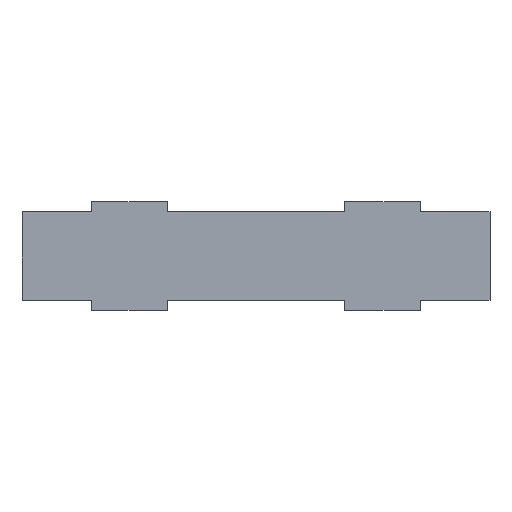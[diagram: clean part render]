
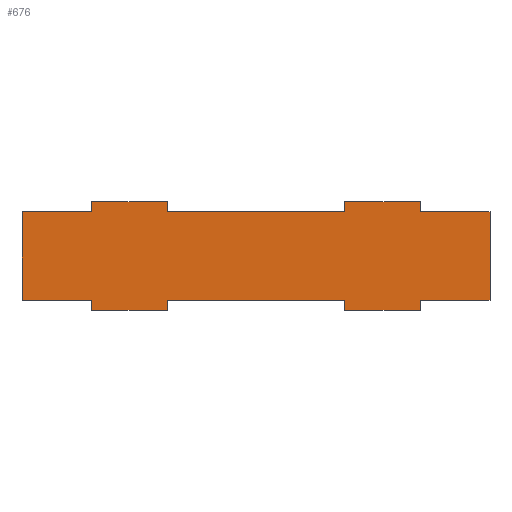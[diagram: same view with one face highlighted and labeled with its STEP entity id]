
A CAD part, top view. The second image highlights one B-rep face of the part: STEP entity #676.
In plain terms, the highlighted planar face has unit normal (0, 0, 1).
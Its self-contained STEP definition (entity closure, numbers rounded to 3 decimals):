
#161=DIRECTION('',(1.,0.,0.));
#162=VECTOR('',#161,55.);
#163=CARTESIAN_POINT('',(-185.,0.,8.));
#164=LINE('',#163,#162);
#165=DIRECTION('',(0.,-1.,0.));
#166=VECTOR('',#165,70.);
#167=CARTESIAN_POINT('',(-185.,70.,8.));
#168=LINE('',#167,#166);
#169=DIRECTION('',(-1.,0.,0.));
#170=VECTOR('',#169,55.);
#171=CARTESIAN_POINT('',(-130.,70.,8.));
#172=LINE('',#171,#170);
#173=DIRECTION('',(0.,-1.,0.));
#174=VECTOR('',#173,8.);
#175=CARTESIAN_POINT('',(-130.,78.,8.));
#176=LINE('',#175,#174);
#177=DIRECTION('',(-1.,0.,0.));
#178=VECTOR('',#177,60.);
#179=CARTESIAN_POINT('',(-70.,78.,8.));
#180=LINE('',#179,#178);
#181=DIRECTION('',(0.,1.,0.));
#182=VECTOR('',#181,8.);
#183=CARTESIAN_POINT('',(-70.,70.,8.));
#184=LINE('',#183,#182);
#185=DIRECTION('',(-1.,0.,0.));
#186=VECTOR('',#185,140.);
#187=CARTESIAN_POINT('',(70.,70.,8.));
#188=LINE('',#187,#186);
#189=DIRECTION('',(0.,-1.,0.));
#190=VECTOR('',#189,8.);
#191=CARTESIAN_POINT('',(70.,78.,8.));
#192=LINE('',#191,#190);
#193=DIRECTION('',(-1.,0.,0.));
#194=VECTOR('',#193,60.);
#195=CARTESIAN_POINT('',(130.,78.,8.));
#196=LINE('',#195,#194);
#197=DIRECTION('',(0.,1.,0.));
#198=VECTOR('',#197,8.);
#199=CARTESIAN_POINT('',(130.,70.,8.));
#200=LINE('',#199,#198);
#201=DIRECTION('',(-1.,0.,0.));
#202=VECTOR('',#201,55.);
#203=CARTESIAN_POINT('',(185.,70.,8.));
#204=LINE('',#203,#202);
#205=DIRECTION('',(0.,1.,0.));
#206=VECTOR('',#205,70.);
#207=CARTESIAN_POINT('',(185.,0.,8.));
#208=LINE('',#207,#206);
#209=DIRECTION('',(1.,0.,0.));
#210=VECTOR('',#209,55.);
#211=CARTESIAN_POINT('',(130.,0.,8.));
#212=LINE('',#211,#210);
#213=DIRECTION('',(0.,1.,0.));
#214=VECTOR('',#213,8.);
#215=CARTESIAN_POINT('',(130.,-8.,8.));
#216=LINE('',#215,#214);
#217=DIRECTION('',(1.,0.,0.));
#218=VECTOR('',#217,60.);
#219=CARTESIAN_POINT('',(70.,-8.,8.));
#220=LINE('',#219,#218);
#221=DIRECTION('',(0.,-1.,0.));
#222=VECTOR('',#221,8.);
#223=CARTESIAN_POINT('',(70.,0.,8.));
#224=LINE('',#223,#222);
#225=DIRECTION('',(1.,0.,0.));
#226=VECTOR('',#225,140.);
#227=CARTESIAN_POINT('',(-70.,0.,8.));
#228=LINE('',#227,#226);
#229=DIRECTION('',(0.,1.,0.));
#230=VECTOR('',#229,8.);
#231=CARTESIAN_POINT('',(-70.,-8.,8.));
#232=LINE('',#231,#230);
#233=DIRECTION('',(1.,0.,0.));
#234=VECTOR('',#233,60.);
#235=CARTESIAN_POINT('',(-130.,-8.,8.));
#236=LINE('',#235,#234);
#237=DIRECTION('',(0.,-1.,0.));
#238=VECTOR('',#237,8.);
#239=CARTESIAN_POINT('',(-130.,0.,8.));
#240=LINE('',#239,#238);
#281=CARTESIAN_POINT('',(-185.,0.,8.));
#282=CARTESIAN_POINT('',(-130.,0.,8.));
#283=VERTEX_POINT('',#281);
#284=VERTEX_POINT('',#282);
#285=CARTESIAN_POINT('',(-130.,-8.,8.));
#286=VERTEX_POINT('',#285);
#287=CARTESIAN_POINT('',(-70.,-8.,8.));
#288=VERTEX_POINT('',#287);
#289=CARTESIAN_POINT('',(-70.,0.,8.));
#290=VERTEX_POINT('',#289);
#291=CARTESIAN_POINT('',(70.,0.,8.));
#292=VERTEX_POINT('',#291);
#293=CARTESIAN_POINT('',(70.,-8.,8.));
#294=VERTEX_POINT('',#293);
#295=CARTESIAN_POINT('',(130.,-8.,8.));
#296=VERTEX_POINT('',#295);
#297=CARTESIAN_POINT('',(130.,0.,8.));
#298=VERTEX_POINT('',#297);
#299=CARTESIAN_POINT('',(185.,0.,8.));
#300=VERTEX_POINT('',#299);
#301=CARTESIAN_POINT('',(185.,70.,8.));
#302=VERTEX_POINT('',#301);
#303=CARTESIAN_POINT('',(130.,70.,8.));
#304=VERTEX_POINT('',#303);
#305=CARTESIAN_POINT('',(130.,78.,8.));
#306=VERTEX_POINT('',#305);
#307=CARTESIAN_POINT('',(70.,78.,8.));
#308=VERTEX_POINT('',#307);
#309=CARTESIAN_POINT('',(70.,70.,8.));
#310=VERTEX_POINT('',#309);
#311=CARTESIAN_POINT('',(-70.,70.,8.));
#312=VERTEX_POINT('',#311);
#313=CARTESIAN_POINT('',(-70.,78.,8.));
#314=VERTEX_POINT('',#313);
#315=CARTESIAN_POINT('',(-130.,78.,8.));
#316=VERTEX_POINT('',#315);
#317=CARTESIAN_POINT('',(-130.,70.,8.));
#318=VERTEX_POINT('',#317);
#319=CARTESIAN_POINT('',(-185.,70.,8.));
#320=VERTEX_POINT('',#319);
#649=CARTESIAN_POINT('',(0.,0.,8.));
#650=DIRECTION('',(0.,0.,1.));
#651=DIRECTION('',(1.,0.,0.));
#652=AXIS2_PLACEMENT_3D('',#649,#650,#651);
#653=PLANE('',#652);
#654=ORIENTED_EDGE('',*,*,#377,.F.);
#655=ORIENTED_EDGE('',*,*,#392,.F.);
#656=ORIENTED_EDGE('',*,*,#406,.F.);
#657=ORIENTED_EDGE('',*,*,#420,.F.);
#658=ORIENTED_EDGE('',*,*,#434,.F.);
#659=ORIENTED_EDGE('',*,*,#448,.F.);
#660=ORIENTED_EDGE('',*,*,#462,.F.);
#661=ORIENTED_EDGE('',*,*,#476,.F.);
#662=ORIENTED_EDGE('',*,*,#490,.F.);
#663=ORIENTED_EDGE('',*,*,#504,.F.);
#664=ORIENTED_EDGE('',*,*,#518,.F.);
#665=ORIENTED_EDGE('',*,*,#532,.F.);
#666=ORIENTED_EDGE('',*,*,#546,.F.);
#667=ORIENTED_EDGE('',*,*,#560,.F.);
#668=ORIENTED_EDGE('',*,*,#574,.F.);
#669=ORIENTED_EDGE('',*,*,#588,.F.);
#670=ORIENTED_EDGE('',*,*,#602,.F.);
#671=ORIENTED_EDGE('',*,*,#616,.F.);
#672=ORIENTED_EDGE('',*,*,#630,.F.);
#673=ORIENTED_EDGE('',*,*,#643,.F.);
#674=EDGE_LOOP('',(#654,#655,#656,#657,#658,#659,#660,#661,#662,#663,#664,#665,
#666,#667,#668,#669,#670,#671,#672,#673));
#675=FACE_OUTER_BOUND('',#674,.F.);
#676=ADVANCED_FACE('',(#675),#653,.T.);
#377=EDGE_CURVE('',#283,#284,#164,.T.);
#392=EDGE_CURVE('',#320,#283,#168,.T.);
#406=EDGE_CURVE('',#318,#320,#172,.T.);
#420=EDGE_CURVE('',#316,#318,#176,.T.);
#434=EDGE_CURVE('',#314,#316,#180,.T.);
#448=EDGE_CURVE('',#312,#314,#184,.T.);
#462=EDGE_CURVE('',#310,#312,#188,.T.);
#476=EDGE_CURVE('',#308,#310,#192,.T.);
#490=EDGE_CURVE('',#306,#308,#196,.T.);
#504=EDGE_CURVE('',#304,#306,#200,.T.);
#518=EDGE_CURVE('',#302,#304,#204,.T.);
#532=EDGE_CURVE('',#300,#302,#208,.T.);
#546=EDGE_CURVE('',#298,#300,#212,.T.);
#560=EDGE_CURVE('',#296,#298,#216,.T.);
#574=EDGE_CURVE('',#294,#296,#220,.T.);
#588=EDGE_CURVE('',#292,#294,#224,.T.);
#602=EDGE_CURVE('',#290,#292,#228,.T.);
#616=EDGE_CURVE('',#288,#290,#232,.T.);
#630=EDGE_CURVE('',#286,#288,#236,.T.);
#643=EDGE_CURVE('',#284,#286,#240,.T.);
